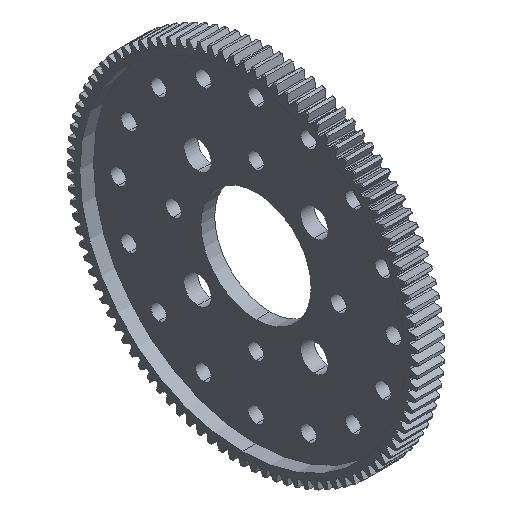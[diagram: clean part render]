
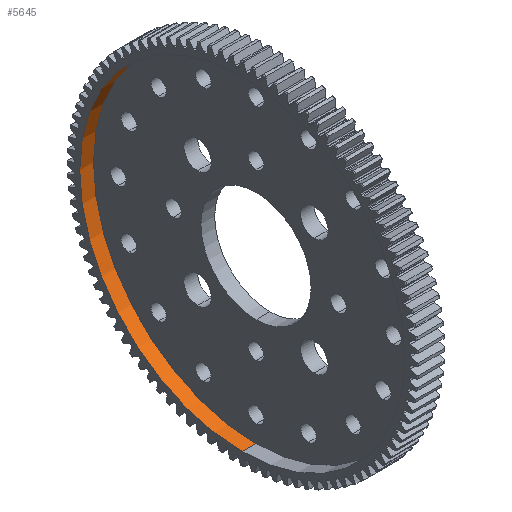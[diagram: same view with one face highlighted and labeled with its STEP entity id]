
A CAD part, isometric view. The second image highlights one B-rep face of the part: STEP entity #5645.
In plain terms, the highlighted cylindrical face has radius 37.498 mm (diameter 74.996 mm), a partial arc.
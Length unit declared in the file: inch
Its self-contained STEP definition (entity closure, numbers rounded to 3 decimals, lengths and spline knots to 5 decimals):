
#826 = EDGE_CURVE ( 'NONE', #29870, #23803, #3670, .T. ) ;
#1060 = DIRECTION ( 'NONE',  ( -1., 0., 0. ) ) ;
#2150 = CARTESIAN_POINT ( 'NONE',  ( -0.0625, 0., 0. ) ) ;
#3670 = CIRCLE ( 'NONE', #25167, 1.4763 ) ;
#5208 = DIRECTION ( 'NONE',  ( 0., 0., 1. ) ) ;
#5645 = ADVANCED_FACE ( 'NONE', ( #16735 ), #23813, .F. ) ;
#9113 = ORIENTED_EDGE ( 'NONE', *, *, #36340, .F. ) ;
#10312 = LINE ( 'NONE', #19275, #27368 ) ;
#12701 = CARTESIAN_POINT ( 'NONE',  ( -0.1875, 0., 0. ) ) ;
#13341 = DIRECTION ( 'NONE',  ( -1., 0., 0. ) ) ;
#14095 = DIRECTION ( 'NONE',  ( -1., 0., 0. ) ) ;
#15413 = ORIENTED_EDGE ( 'NONE', *, *, #21070, .F. ) ;
#16146 = DIRECTION ( 'NONE',  ( 0., 0., 1. ) ) ;
#16625 = CARTESIAN_POINT ( 'NONE',  ( -0.1875, 0., -1.4763 ) ) ;
#16735 = FACE_OUTER_BOUND ( 'NONE', #23729, .T. ) ;
#16745 = CIRCLE ( 'NONE', #35648, 1.4763 ) ;
#16857 = LINE ( 'NONE', #22174, #38131 ) ;
#17431 = AXIS2_PLACEMENT_3D ( 'NONE', #38030, #14095, #38168 ) ;
#19275 = CARTESIAN_POINT ( 'NONE',  ( -0.0625, 0., 1.4763 ) ) ;
#19307 = CARTESIAN_POINT ( 'NONE',  ( -0.0625, 0., 1.4763 ) ) ;
#21070 = EDGE_CURVE ( 'NONE', #27420, #23803, #16857, .T. ) ;
#21334 = ORIENTED_EDGE ( 'NONE', *, *, #826, .T. ) ;
#22174 = CARTESIAN_POINT ( 'NONE',  ( -0.0625, 0., -1.4763 ) ) ;
#22247 = VERTEX_POINT ( 'NONE', #19307 ) ;
#23350 = DIRECTION ( 'NONE',  ( -1., 0., 0. ) ) ;
#23729 = EDGE_LOOP ( 'NONE', ( #15413, #9113, #35426, #21334 ) ) ;
#23803 = VERTEX_POINT ( 'NONE', #16625 ) ;
#23813 = CYLINDRICAL_SURFACE ( 'NONE', #17431, 1.4763 ) ;
#25167 = AXIS2_PLACEMENT_3D ( 'NONE', #12701, #13341, #16146 ) ;
#27368 = VECTOR ( 'NONE', #1060, 39.37008 ) ;
#27420 = VERTEX_POINT ( 'NONE', #28143 ) ;
#28143 = CARTESIAN_POINT ( 'NONE',  ( -0.0625, 0., -1.4763 ) ) ;
#28730 = EDGE_CURVE ( 'NONE', #22247, #29870, #10312, .T. ) ;
#29870 = VERTEX_POINT ( 'NONE', #33379 ) ;
#33379 = CARTESIAN_POINT ( 'NONE',  ( -0.1875, 0., 1.4763 ) ) ;
#34311 = DIRECTION ( 'NONE',  ( -1., 0., 0. ) ) ;
#35426 = ORIENTED_EDGE ( 'NONE', *, *, #28730, .T. ) ;
#35648 = AXIS2_PLACEMENT_3D ( 'NONE', #2150, #23350, #5208 ) ;
#36340 = EDGE_CURVE ( 'NONE', #22247, #27420, #16745, .T. ) ;
#38030 = CARTESIAN_POINT ( 'NONE',  ( -0.0625, 0., 0. ) ) ;
#38131 = VECTOR ( 'NONE', #34311, 39.37008 ) ;
#38168 = DIRECTION ( 'NONE',  ( 0., 0., 1. ) ) ;
